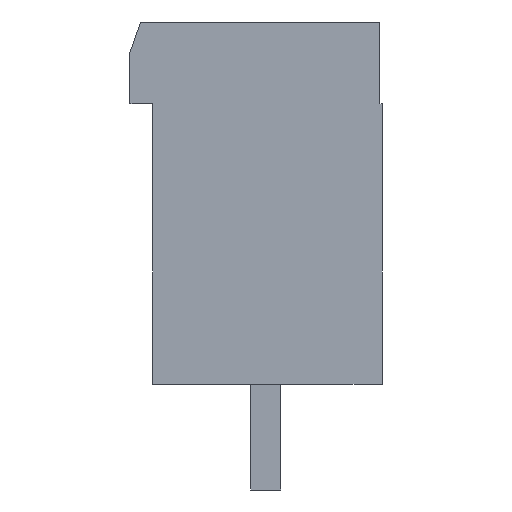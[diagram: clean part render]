
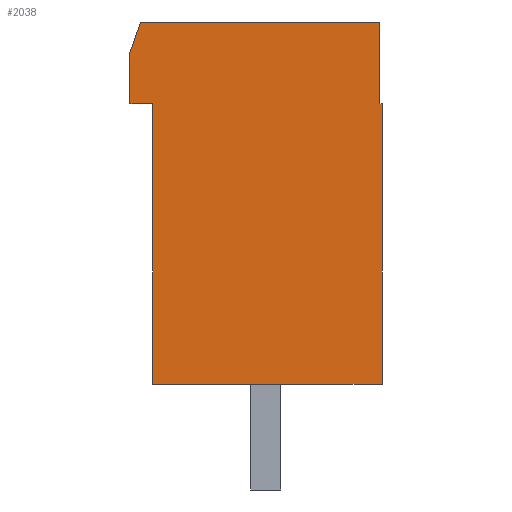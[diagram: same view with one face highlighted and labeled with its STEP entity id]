
A CAD part, left-side view. The second image highlights one B-rep face of the part: STEP entity #2038.
In plain terms, the highlighted planar face has unit normal (-1, 0, 0).
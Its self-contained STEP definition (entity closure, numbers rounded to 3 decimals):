
#13=DIRECTION('',(0.,-1.,0.));
#14=VECTOR('',#13,7.93);
#15=CARTESIAN_POINT('',(-13.61,4.2,0.));
#16=LINE('',#15,#14);
#17=DIRECTION('',(0.,0.,-1.));
#18=VECTOR('',#17,2.7);
#19=CARTESIAN_POINT('',(-13.61,-3.73,0.));
#20=LINE('',#19,#18);
#21=DIRECTION('',(0.,-1.,0.));
#22=VECTOR('',#21,0.07);
#23=CARTESIAN_POINT('',(-13.61,-3.73,-2.7));
#24=LINE('',#23,#22);
#25=DIRECTION('',(0.,0.,-1.));
#26=VECTOR('',#25,9.3);
#27=CARTESIAN_POINT('',(-13.61,-3.8,-2.7));
#28=LINE('',#27,#26);
#29=DIRECTION('',(0.,1.,0.));
#30=VECTOR('',#29,7.6);
#31=CARTESIAN_POINT('',(-13.61,-3.8,-12.));
#32=LINE('',#31,#30);
#33=DIRECTION('',(0.,0.,1.));
#34=VECTOR('',#33,9.3);
#35=CARTESIAN_POINT('',(-13.61,3.8,-12.));
#36=LINE('',#35,#34);
#37=DIRECTION('',(0.,1.,0.));
#38=VECTOR('',#37,0.75);
#39=CARTESIAN_POINT('',(-13.61,3.8,-2.7));
#40=LINE('',#39,#38);
#41=DIRECTION('',(0.,0.,1.));
#42=VECTOR('',#41,1.7);
#43=CARTESIAN_POINT('',(-13.61,4.55,-2.7));
#44=LINE('',#43,#42);
#45=DIRECTION('',(0.,-0.33,0.944));
#46=VECTOR('',#45,1.059);
#47=CARTESIAN_POINT('',(-13.61,4.55,-1.));
#48=LINE('',#47,#46);
#1533=CARTESIAN_POINT('',(-13.61,4.2,0.));
#1534=CARTESIAN_POINT('',(-13.61,-3.73,0.));
#1535=VERTEX_POINT('',#1533);
#1536=VERTEX_POINT('',#1534);
#1537=CARTESIAN_POINT('',(-13.61,-3.73,-2.7));
#1538=VERTEX_POINT('',#1537);
#1539=CARTESIAN_POINT('',(-13.61,-3.8,-2.7));
#1540=VERTEX_POINT('',#1539);
#1541=CARTESIAN_POINT('',(-13.61,-3.8,-12.));
#1542=VERTEX_POINT('',#1541);
#1543=CARTESIAN_POINT('',(-13.61,3.8,-12.));
#1544=VERTEX_POINT('',#1543);
#1545=CARTESIAN_POINT('',(-13.61,3.8,-2.7));
#1546=VERTEX_POINT('',#1545);
#1547=CARTESIAN_POINT('',(-13.61,4.55,-2.7));
#1548=VERTEX_POINT('',#1547);
#1549=CARTESIAN_POINT('',(-13.61,4.55,-1.));
#1550=VERTEX_POINT('',#1549);
#2013=CARTESIAN_POINT('',(-13.61,0.,0.));
#2014=DIRECTION('',(1.,0.,0.));
#2015=DIRECTION('',(0.,0.,-1.));
#2016=AXIS2_PLACEMENT_3D('',#2013,#2014,#2015);
#2017=PLANE('',#2016);
#2019=ORIENTED_EDGE('',*,*,#2018,.T.);
#2021=ORIENTED_EDGE('',*,*,#2020,.T.);
#2023=ORIENTED_EDGE('',*,*,#2022,.T.);
#2025=ORIENTED_EDGE('',*,*,#2024,.T.);
#2027=ORIENTED_EDGE('',*,*,#2026,.T.);
#2029=ORIENTED_EDGE('',*,*,#2028,.T.);
#2031=ORIENTED_EDGE('',*,*,#2030,.T.);
#2033=ORIENTED_EDGE('',*,*,#2032,.T.);
#2035=ORIENTED_EDGE('',*,*,#2034,.T.);
#2036=EDGE_LOOP('',(#2019,#2021,#2023,#2025,#2027,#2029,#2031,#2033,#2035));
#2037=FACE_OUTER_BOUND('',#2036,.F.);
#2018=EDGE_CURVE('',#1535,#1536,#16,.T.);
#2020=EDGE_CURVE('',#1536,#1538,#20,.T.);
#2022=EDGE_CURVE('',#1538,#1540,#24,.T.);
#2024=EDGE_CURVE('',#1540,#1542,#28,.T.);
#2026=EDGE_CURVE('',#1542,#1544,#32,.T.);
#2028=EDGE_CURVE('',#1544,#1546,#36,.T.);
#2030=EDGE_CURVE('',#1546,#1548,#40,.T.);
#2032=EDGE_CURVE('',#1548,#1550,#44,.T.);
#2034=EDGE_CURVE('',#1550,#1535,#48,.T.);
#2038=ADVANCED_FACE('',(#2037),#2017,.F.);
